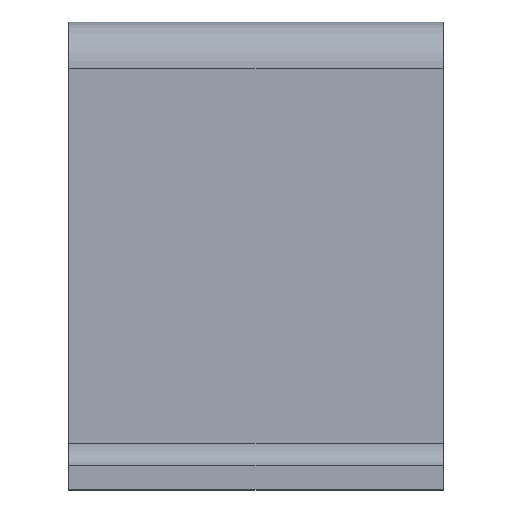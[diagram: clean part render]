
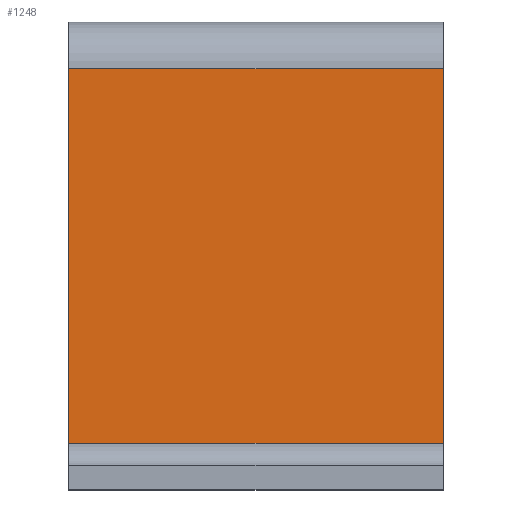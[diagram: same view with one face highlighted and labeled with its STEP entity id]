
A CAD part, top view. The second image highlights one B-rep face of the part: STEP entity #1248.
In plain terms, the highlighted planar face has unit normal (0, 0, 1).
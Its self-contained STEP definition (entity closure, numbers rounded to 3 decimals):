
#413=DIRECTION('',(1.,0.,0.));
#414=VECTOR('',#413,40.);
#415=CARTESIAN_POINT('',(-20.,42.5,-27.5));
#416=LINE('',#415,#414);
#608=DIRECTION('',(0.,1.,0.));
#609=VECTOR('',#608,40.);
#610=CARTESIAN_POINT('',(-20.,2.5,-27.5));
#611=LINE('',#610,#609);
#612=DIRECTION('',(0.,-1.,0.));
#613=VECTOR('',#612,40.);
#614=CARTESIAN_POINT('',(20.,42.5,-27.5));
#615=LINE('',#614,#613);
#616=DIRECTION('',(-1.,0.,0.));
#617=VECTOR('',#616,40.);
#618=CARTESIAN_POINT('',(20.,2.5,-27.5));
#619=LINE('',#618,#617);
#702=CARTESIAN_POINT('',(20.,2.5,-27.5));
#703=CARTESIAN_POINT('',(-20.,2.5,-27.5));
#704=VERTEX_POINT('',#702);
#705=VERTEX_POINT('',#703);
#714=CARTESIAN_POINT('',(20.,42.5,-27.5));
#715=VERTEX_POINT('',#714);
#716=CARTESIAN_POINT('',(-20.,42.5,-27.5));
#717=VERTEX_POINT('',#716);
#1236=CARTESIAN_POINT('',(-20.,-2.5,-27.5));
#1237=DIRECTION('',(0.,0.,-1.));
#1238=DIRECTION('',(-1.,0.,0.));
#1239=AXIS2_PLACEMENT_3D('',#1236,#1237,#1238);
#1240=PLANE('',#1239);
#1241=ORIENTED_EDGE('',*,*,#906,.T.);
#1242=ORIENTED_EDGE('',*,*,#937,.T.);
#1243=ORIENTED_EDGE('',*,*,#1230,.T.);
#1245=ORIENTED_EDGE('',*,*,#1244,.T.);
#1246=EDGE_LOOP('',(#1241,#1242,#1243,#1245));
#1247=FACE_OUTER_BOUND('',#1246,.F.);
#906=EDGE_CURVE('',#705,#717,#611,.T.);
#937=EDGE_CURVE('',#717,#715,#416,.T.);
#1230=EDGE_CURVE('',#715,#704,#615,.T.);
#1244=EDGE_CURVE('',#704,#705,#619,.T.);
#1248=ADVANCED_FACE('',(#1247),#1240,.F.);
